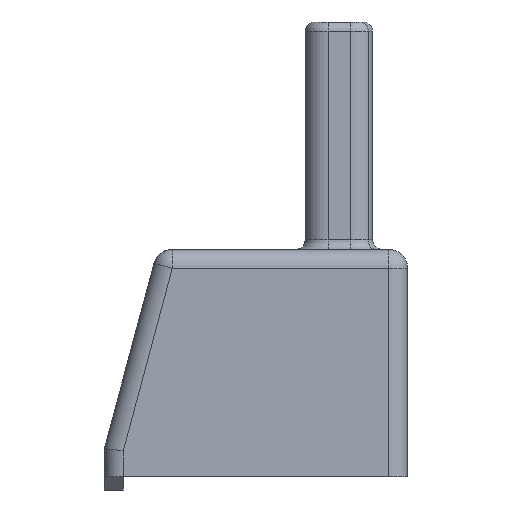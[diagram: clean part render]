
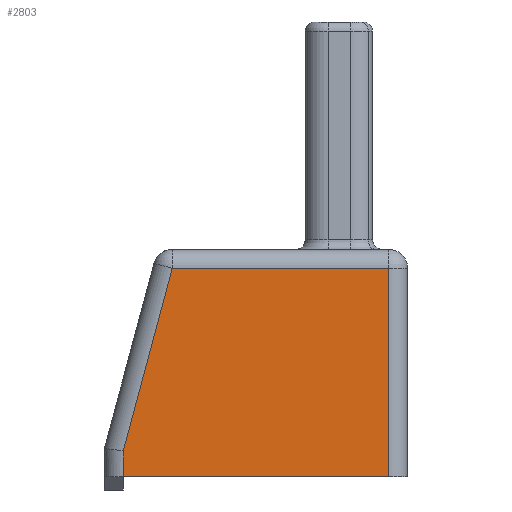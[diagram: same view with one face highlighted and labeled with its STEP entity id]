
A CAD part, left-side view. The second image highlights one B-rep face of the part: STEP entity #2803.
In plain terms, the highlighted planar face has unit normal (-1, 0, 0).
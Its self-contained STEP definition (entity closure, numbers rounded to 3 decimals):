
#391=CARTESIAN_POINT('',(0.,1.,0.0));
#392=VERTEX_POINT('',#391);
#400=CARTESIAN_POINT('',(0.,15.0,0.0));
#401=VERTEX_POINT('',#400);
#402=CARTESIAN_POINT('',(0.,15.0,0.0));
#403=DIRECTION('',(0.0,-1.0,0.0));
#404=VECTOR('',#403,14.0);
#405=LINE('',#402,#404);
#406=EDGE_CURVE('',#401,#392,#405,.T.);
#2131=CARTESIAN_POINT('',(0.,12.419,11.0));
#2132=VERTEX_POINT('',#2131);
#2171=CARTESIAN_POINT('',(0.,1.,11.0));
#2172=VERTEX_POINT('',#2171);
#2196=CARTESIAN_POINT('',(0.,12.419,11.0));
#2197=DIRECTION('',(0.0,-1.0,0.0));
#2198=VECTOR('',#2197,11.419);
#2199=LINE('',#2196,#2198);
#2200=EDGE_CURVE('',#2132,#2172,#2199,.T.);
#2220=CARTESIAN_POINT('',(0.,1.,11.0));
#2221=DIRECTION('',(0.0,0.0,-1.0));
#2222=VECTOR('',#2221,11.0);
#2223=LINE('',#2220,#2222);
#2224=EDGE_CURVE('',#2172,#392,#2223,.T.);
#2251=CARTESIAN_POINT('',(0.,15.0,1.368));
#2252=VERTEX_POINT('',#2251);
#2253=CARTESIAN_POINT('',(0.,15.0,1.368));
#2254=DIRECTION('',(0.,-0.259,0.966));
#2255=VECTOR('',#2254,9.971);
#2256=LINE('',#2253,#2255);
#2257=EDGE_CURVE('',#2252,#2132,#2256,.T.);
#2347=CARTESIAN_POINT('',(0.,15.0,0.0));
#2348=DIRECTION('',(0.0,0.0,1.0));
#2349=VECTOR('',#2348,1.368);
#2350=LINE('',#2347,#2349);
#2351=EDGE_CURVE('',#401,#2252,#2350,.T.);
#2791=CARTESIAN_POINT('',(0.,0.0,0.0));
#2792=DIRECTION('',(-1.0,0.0,0.0));
#2793=DIRECTION('',(0.0,0.0,1.0));
#2794=AXIS2_PLACEMENT_3D('',#2791,#2792,#2793);
#2795=PLANE('',#2794);
#2796=ORIENTED_EDGE('',*,*,#2351,.F.);
#2797=ORIENTED_EDGE('',*,*,#406,.T.);
#2798=ORIENTED_EDGE('',*,*,#2224,.F.);
#2799=ORIENTED_EDGE('',*,*,#2200,.F.);
#2800=ORIENTED_EDGE('',*,*,#2257,.F.);
#2801=EDGE_LOOP('',(#2796,#2797,#2798,#2799,#2800));
#2802=FACE_OUTER_BOUND('',#2801,.T.);
#2803=ADVANCED_FACE('',(#2802),#2795,.T.);
